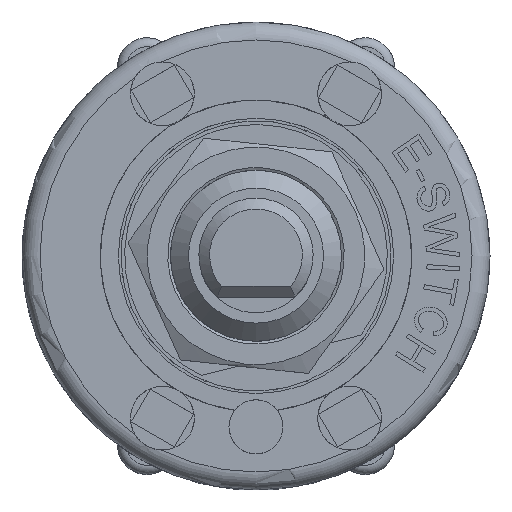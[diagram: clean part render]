
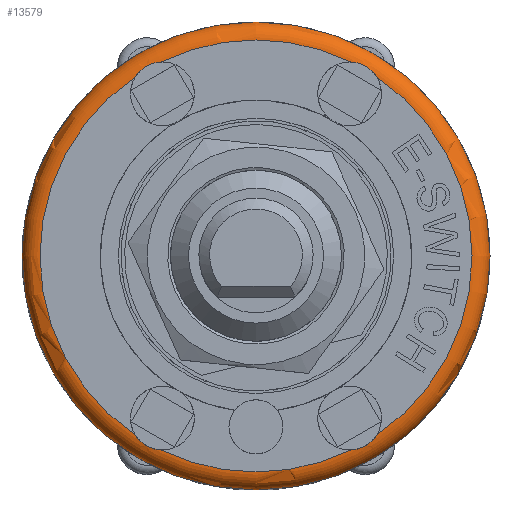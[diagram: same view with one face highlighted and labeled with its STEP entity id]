
A CAD part, top view. The second image highlights one B-rep face of the part: STEP entity #13579.
In plain terms, the highlighted toroidal (fillet/blend) face has major radius 12 mm and minor radius 1 mm.
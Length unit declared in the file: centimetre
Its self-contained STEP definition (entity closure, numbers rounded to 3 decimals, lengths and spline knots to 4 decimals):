
#26=TOROIDAL_SURFACE('',#14269,1.2,0.1);
#638=B_SPLINE_CURVE_WITH_KNOTS('',3,(#23396,#23397,#23398,#23399,#23400,
#23401,#23402,#23403,#23404,#23405,#23406,#23407),.UNSPECIFIED.,.F.,.F.,
(4,2,2,2,2,4),(-0.2692,-0.2446,-0.216,
-0.1921,-0.1645,-0.1357),.UNSPECIFIED.);
#639=B_SPLINE_CURVE_WITH_KNOTS('',3,(#23419,#23420,#23421,#23422,#23423,
#23424,#23425,#23426,#23427,#23428,#23429,#23430),.UNSPECIFIED.,.F.,.F.,
(4,2,2,2,2,4),(-0.2692,-0.2446,-0.216,
-0.1921,-0.1645,-0.1357),.UNSPECIFIED.);
#640=B_SPLINE_CURVE_WITH_KNOTS('',3,(#23447,#23448,#23449,#23450,#23451,
#23452,#23453,#23454,#23455,#23456,#23457,#23458),.UNSPECIFIED.,.F.,.F.,
(4,2,2,2,2,4),(-0.2692,-0.2446,-0.216,
-0.1921,-0.1645,-0.1357),.UNSPECIFIED.);
#641=B_SPLINE_CURVE_WITH_KNOTS('',3,(#23480,#23481,#23482,#23483,#23484,
#23485,#23486,#23487,#23488,#23489,#23490,#23491),.UNSPECIFIED.,.F.,.F.,
(4,2,2,2,2,4),(-0.2692,-0.2446,-0.216,
-0.1921,-0.1645,-0.1357),.UNSPECIFIED.);
#1839=FACE_OUTER_BOUND('',#2642,.T.);
#2642=EDGE_LOOP('',(#12530,#12531,#12532,#12533,#12534,#12535,#12536,#12537,
#12538,#12539,#12540,#12541));
#5672=CIRCLE('',#14222,1.3);
#5699=CIRCLE('',#14270,0.1);
#5700=CIRCLE('',#14271,1.2);
#5701=CIRCLE('',#14272,1.2);
#5702=CIRCLE('',#14273,1.2);
#5703=CIRCLE('',#14274,1.2);
#5704=CIRCLE('',#14275,1.2);
#6945=VERTEX_POINT('',#23358);
#6953=VERTEX_POINT('',#23394);
#6954=VERTEX_POINT('',#23395);
#6957=VERTEX_POINT('',#23417);
#6958=VERTEX_POINT('',#23418);
#6963=VERTEX_POINT('',#23445);
#6964=VERTEX_POINT('',#23446);
#6971=VERTEX_POINT('',#23478);
#6972=VERTEX_POINT('',#23479);
#6975=VERTEX_POINT('',#23501);
#8842=EDGE_CURVE('',#6945,#6945,#5672,.T.);
#8860=EDGE_CURVE('',#6953,#6954,#638,.T.);
#8866=EDGE_CURVE('',#6957,#6958,#639,.T.);
#8874=EDGE_CURVE('',#6963,#6964,#640,.T.);
#8884=EDGE_CURVE('',#6971,#6972,#641,.T.);
#8890=EDGE_CURVE('',#6945,#6975,#5699,.T.);
#8891=EDGE_CURVE('',#6975,#6963,#5700,.T.);
#8892=EDGE_CURVE('',#6964,#6957,#5701,.T.);
#8893=EDGE_CURVE('',#6958,#6953,#5702,.T.);
#8894=EDGE_CURVE('',#6954,#6971,#5703,.T.);
#8895=EDGE_CURVE('',#6972,#6975,#5704,.T.);
#12530=ORIENTED_EDGE('',*,*,#8842,.T.);
#12531=ORIENTED_EDGE('',*,*,#8890,.T.);
#12532=ORIENTED_EDGE('',*,*,#8891,.T.);
#12533=ORIENTED_EDGE('',*,*,#8874,.T.);
#12534=ORIENTED_EDGE('',*,*,#8892,.T.);
#12535=ORIENTED_EDGE('',*,*,#8866,.T.);
#12536=ORIENTED_EDGE('',*,*,#8893,.T.);
#12537=ORIENTED_EDGE('',*,*,#8860,.T.);
#12538=ORIENTED_EDGE('',*,*,#8894,.T.);
#12539=ORIENTED_EDGE('',*,*,#8884,.T.);
#12540=ORIENTED_EDGE('',*,*,#8895,.T.);
#12541=ORIENTED_EDGE('',*,*,#8890,.F.);
#13579=ADVANCED_FACE('',(#1839),#26,.T.);
#14222=AXIS2_PLACEMENT_3D('',#23359,#16904,#16905);
#14269=AXIS2_PLACEMENT_3D('',#23500,#17015,#17016);
#14270=AXIS2_PLACEMENT_3D('',#23502,#17017,#17018);
#14271=AXIS2_PLACEMENT_3D('',#23503,#17019,#17020);
#14272=AXIS2_PLACEMENT_3D('',#23504,#17021,#17022);
#14273=AXIS2_PLACEMENT_3D('',#23505,#17023,#17024);
#14274=AXIS2_PLACEMENT_3D('',#23506,#17025,#17026);
#14275=AXIS2_PLACEMENT_3D('',#23507,#17027,#17028);
#16904=DIRECTION('center_axis',(0.,0.,1.));
#16905=DIRECTION('ref_axis',(-1.,0.,0.));
#17015=DIRECTION('center_axis',(0.,0.,-1.));
#17016=DIRECTION('ref_axis',(-1.,0.,0.));
#17017=DIRECTION('center_axis',(0.,-1.,0.));
#17018=DIRECTION('ref_axis',(1.,0.,0.));
#17019=DIRECTION('center_axis',(0.,0.,-1.));
#17020=DIRECTION('ref_axis',(-1.,0.,0.));
#17021=DIRECTION('center_axis',(0.,0.,-1.));
#17022=DIRECTION('ref_axis',(-1.,0.,0.));
#17023=DIRECTION('center_axis',(0.,0.,-1.));
#17024=DIRECTION('ref_axis',(-1.,0.,0.));
#17025=DIRECTION('center_axis',(0.,0.,-1.));
#17026=DIRECTION('ref_axis',(-1.,0.,0.));
#17027=DIRECTION('center_axis',(0.,0.,-1.));
#17028=DIRECTION('ref_axis',(-1.,0.,0.));
#23358=CARTESIAN_POINT('',(1.3,0.,0.95));
#23359=CARTESIAN_POINT('Origin',(0.,0.,0.95));
#23394=CARTESIAN_POINT('',(-0.67,0.9955,1.05));
#23395=CARTESIAN_POINT('',(-0.5271,1.078,1.05));
#23396=CARTESIAN_POINT('Ctrl Pts',(-0.67,0.9955,
1.05));
#23397=CARTESIAN_POINT('Ctrl Pts',(-0.6646,1.0041,
1.05));
#23398=CARTESIAN_POINT('Ctrl Pts',(-0.6583,1.0124,
1.0498));
#23399=CARTESIAN_POINT('Ctrl Pts',(-0.6428,1.0294,
1.0491));
#23400=CARTESIAN_POINT('Ctrl Pts',(-0.6335,1.0377,
1.0488));
#23401=CARTESIAN_POINT('Ctrl Pts',(-0.615,1.051,1.0484));
#23402=CARTESIAN_POINT('Ctrl Pts',(-0.6061,1.0563,
1.0484));
#23403=CARTESIAN_POINT('Ctrl Pts',(-0.5859,1.0659,1.0487));
#23404=CARTESIAN_POINT('Ctrl Pts',(-0.5747,1.07,1.049));
#23405=CARTESIAN_POINT('Ctrl Pts',(-0.551,1.0759,1.0497));
#23406=CARTESIAN_POINT('Ctrl Pts',(-0.539,1.0775,
1.05));
#23407=CARTESIAN_POINT('Ctrl Pts',(-0.5271,1.078,
1.05));
#23417=CARTESIAN_POINT('',(-0.5271,-1.078,1.05));
#23418=CARTESIAN_POINT('',(-0.67,-0.9955,1.05));
#23419=CARTESIAN_POINT('Ctrl Pts',(-0.5271,-1.078,
1.05));
#23420=CARTESIAN_POINT('Ctrl Pts',(-0.5373,-1.0776,
1.05));
#23421=CARTESIAN_POINT('Ctrl Pts',(-0.5476,-1.0763,
1.0498));
#23422=CARTESIAN_POINT('Ctrl Pts',(-0.5701,-1.0714,1.0491));
#23423=CARTESIAN_POINT('Ctrl Pts',(-0.5819,-1.0675,
1.0488));
#23424=CARTESIAN_POINT('Ctrl Pts',(-0.6027,-1.0581,
1.0484));
#23425=CARTESIAN_POINT('Ctrl Pts',(-0.6117,-1.053,
1.0484));
#23426=CARTESIAN_POINT('Ctrl Pts',(-0.6301,-1.0404,
1.0487));
#23427=CARTESIAN_POINT('Ctrl Pts',(-0.6393,-1.0327,
1.049));
#23428=CARTESIAN_POINT('Ctrl Pts',(-0.6562,-1.0151,
1.0497));
#23429=CARTESIAN_POINT('Ctrl Pts',(-0.6637,-1.0055,
1.05));
#23430=CARTESIAN_POINT('Ctrl Pts',(-0.67,-0.9955,
1.05));
#23445=CARTESIAN_POINT('',(0.67,-0.9955,1.05));
#23446=CARTESIAN_POINT('',(0.5271,-1.078,1.05));
#23447=CARTESIAN_POINT('Ctrl Pts',(0.67,-0.9955,
1.05));
#23448=CARTESIAN_POINT('Ctrl Pts',(0.6646,-1.0041,
1.05));
#23449=CARTESIAN_POINT('Ctrl Pts',(0.6583,-1.0124,
1.0498));
#23450=CARTESIAN_POINT('Ctrl Pts',(0.6428,-1.0294,
1.0491));
#23451=CARTESIAN_POINT('Ctrl Pts',(0.6335,-1.0377,
1.0488));
#23452=CARTESIAN_POINT('Ctrl Pts',(0.615,-1.051,
1.0484));
#23453=CARTESIAN_POINT('Ctrl Pts',(0.6061,-1.0563,
1.0484));
#23454=CARTESIAN_POINT('Ctrl Pts',(0.5859,-1.0659,1.0487));
#23455=CARTESIAN_POINT('Ctrl Pts',(0.5747,-1.07,1.049));
#23456=CARTESIAN_POINT('Ctrl Pts',(0.551,-1.0759,
1.0497));
#23457=CARTESIAN_POINT('Ctrl Pts',(0.539,-1.0775,
1.05));
#23458=CARTESIAN_POINT('Ctrl Pts',(0.5271,-1.078,
1.05));
#23478=CARTESIAN_POINT('',(0.5271,1.078,1.05));
#23479=CARTESIAN_POINT('',(0.67,0.9955,1.05));
#23480=CARTESIAN_POINT('Ctrl Pts',(0.5271,1.078,1.05));
#23481=CARTESIAN_POINT('Ctrl Pts',(0.5373,1.0776,1.05));
#23482=CARTESIAN_POINT('Ctrl Pts',(0.5476,1.0763,1.0498));
#23483=CARTESIAN_POINT('Ctrl Pts',(0.5701,1.0714,1.0491));
#23484=CARTESIAN_POINT('Ctrl Pts',(0.5819,1.0675,1.0488));
#23485=CARTESIAN_POINT('Ctrl Pts',(0.6027,1.0581,1.0484));
#23486=CARTESIAN_POINT('Ctrl Pts',(0.6117,1.053,1.0484));
#23487=CARTESIAN_POINT('Ctrl Pts',(0.6301,1.0404,1.0487));
#23488=CARTESIAN_POINT('Ctrl Pts',(0.6393,1.0327,1.049));
#23489=CARTESIAN_POINT('Ctrl Pts',(0.6562,1.0151,1.0497));
#23490=CARTESIAN_POINT('Ctrl Pts',(0.6637,1.0055,1.05));
#23491=CARTESIAN_POINT('Ctrl Pts',(0.67,0.9955,
1.05));
#23500=CARTESIAN_POINT('Origin',(0.,0.,0.95));
#23501=CARTESIAN_POINT('',(1.2,0.,1.05));
#23502=CARTESIAN_POINT('Origin',(1.2,0.,0.95));
#23503=CARTESIAN_POINT('Origin',(0.,0.,1.05));
#23504=CARTESIAN_POINT('Origin',(0.,0.,1.05));
#23505=CARTESIAN_POINT('Origin',(0.,0.,1.05));
#23506=CARTESIAN_POINT('Origin',(0.,0.,1.05));
#23507=CARTESIAN_POINT('Origin',(0.,0.,1.05));
